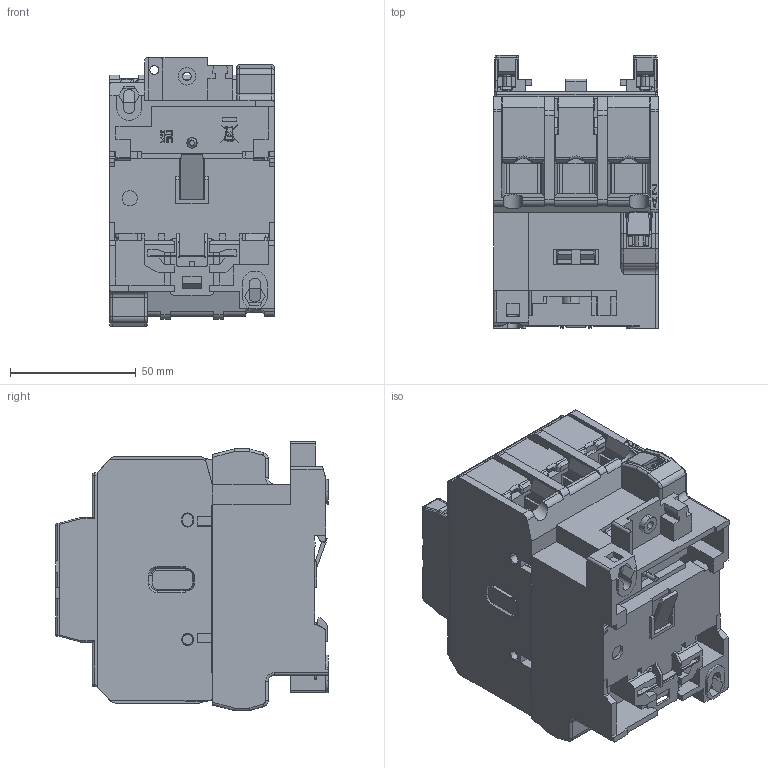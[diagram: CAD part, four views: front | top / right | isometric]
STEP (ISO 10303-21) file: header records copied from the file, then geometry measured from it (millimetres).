
FILE_DESCRIPTION((''),'2;1');
FILE_NAME('KNL43-KNL75_ASM','2024-04-25T11:03:42',('frozman'),('Audax d.o.o.'),'CREO PARAMETRIC BY PTC INC, 2020281','CREO PARAMETRIC BY PTC INC, 2020281','');
FILE_SCHEMA(('AP242_MANAGED_MODEL_BASED_3D_ENGINEERING_MIM_LF { 1 0 10303 442 1 1 4 }'));
Products named in the file (30): 37425600-W_41; 37425598-W_6; 37422767_27; 37422766_18; 38552224_13; 38300101-VIJAK_5; 38300101-PODL_3; 38300101_ASM_4_ASM; 38552224ASM_ASM_6_ASM; 37551867A_9; 38552221_5; 37300804_5; SPONKAKONTAKT_ASM_10_ASM; 37430044_51; 37551770-W38501691_6; 37422768_8; 38501691-W_ASM_3_ASM; 37422765_7; 38552223_13; 37200680_4; 38150147_ASM_11_ASM; MAGNET_43-63_5; 38422175_ASM_14_ASM; 37422804_SESTAV_5; 38150149_ASM_10_ASM; 37422802_6; 37250569_4; 37200682_4; SESTAVPS_ASM_24_ASM; KNL43-KNL75_ASM
Assembly tree (45 placements, depth 5):
  KNL43-KNL75_ASM
    SESTAVPS_ASM_24_ASM
      37425600-W_41
      37425598-W_6
      37422767_27
      37422766_18  x2
      38552224ASM_ASM_6_ASM  x4
        38552224_13
        38300101_ASM_4_ASM
          38300101-VIJAK_5
          38300101-PODL_3
      SPONKAKONTAKT_ASM_10_ASM  x6
        37551867A_9
        38552221_5
        37300804_5
      38501691-W_ASM_3_ASM
        37430044_51
        37551770-W38501691_6  x2
        38300101_ASM_4_ASM  x2
          38300101-VIJAK_5
          38300101-PODL_3
        37422768_8  x2
      38422175_ASM_14_ASM
        37422765_7
        38552223_13
        37200680_4
        38150147_ASM_11_ASM
        MAGNET_43-63_5  x4
      37422804_SESTAV_5
      38150149_ASM_10_ASM
      37422802_6
      37250569_4
      37200682_4
Bounding box: 65.5 x 108.5 x 107 mm (x, y, z)
Volume: 233976.5 mm3; surface area: 203558.4 mm2
Topology: 55 solids, 55 shells, 6242 faces, 17793 edges, 11611 vertices
Faces by surface type: plane 4234, cylinder 1219, bspline 301, cone 219, torus 204, sphere 53, extrusion 12
Entity records: 197151 total; most frequent: CARTESIAN_POINT 37542, ORIENTED_EDGE 22858, DIRECTION 20361, PRESENTATION_STYLE_ASSIGNMENT 13260, STYLED_ITEM 13260, EDGE_CURVE 11429, CURVE_STYLE 10037, VECTOR 9097
